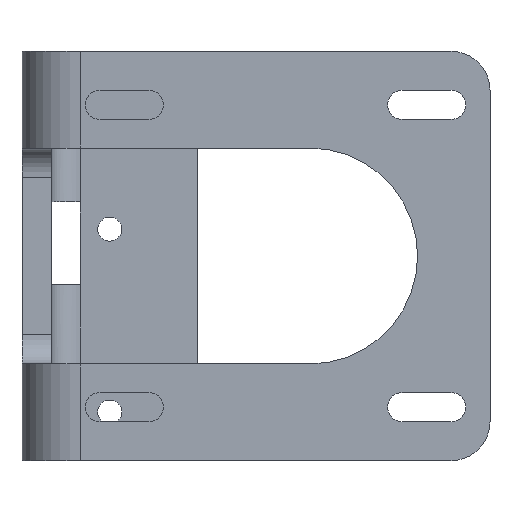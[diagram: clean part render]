
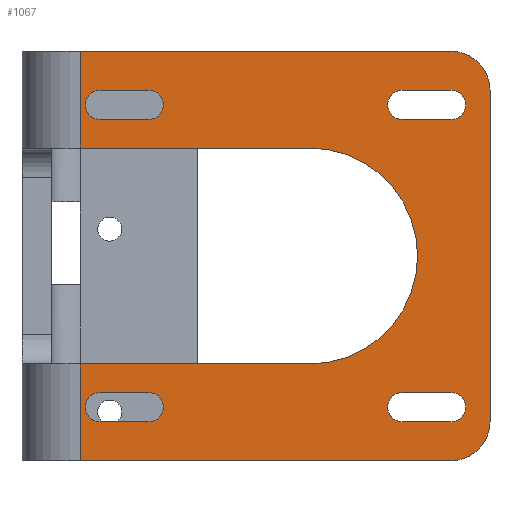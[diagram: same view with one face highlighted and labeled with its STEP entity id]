
A CAD part, front view. The second image highlights one B-rep face of the part: STEP entity #1067.
In plain terms, the highlighted planar face has unit normal (0, -1, 0).
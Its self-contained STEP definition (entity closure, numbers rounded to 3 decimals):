
#33=FACE_BOUND('',#172,.T.);
#34=FACE_BOUND('',#173,.T.);
#35=FACE_BOUND('',#174,.T.);
#36=FACE_BOUND('',#175,.T.);
#59=PLANE('',#1177);
#105=FACE_OUTER_BOUND('',#171,.T.);
#171=EDGE_LOOP('',(#927,#928,#929,#930,#931,#932,#933,#934,#935,#936));
#172=EDGE_LOOP('',(#937,#938,#939,#940));
#173=EDGE_LOOP('',(#941,#942,#943,#944));
#174=EDGE_LOOP('',(#945,#946,#947,#948));
#175=EDGE_LOOP('',(#949,#950,#951,#952));
#204=LINE('',#1561,#298);
#220=LINE('',#1617,#314);
#246=LINE('',#1719,#340);
#251=LINE('',#1730,#345);
#253=LINE('',#1744,#347);
#256=LINE('',#1752,#350);
#259=LINE('',#1760,#353);
#262=LINE('',#1768,#356);
#265=LINE('',#1776,#359);
#268=LINE('',#1784,#362);
#271=LINE('',#1792,#365);
#274=LINE('',#1800,#368);
#276=LINE('',#1808,#370);
#277=LINE('',#1809,#371);
#278=LINE('',#1810,#372);
#298=VECTOR('',#1236,38.);
#314=VECTOR('',#1284,38.);
#340=VECTOR('',#1368,23.5);
#345=VECTOR('',#1381,23.5);
#347=VECTOR('',#1399,5.);
#350=VECTOR('',#1408,5.);
#353=VECTOR('',#1417,5.);
#356=VECTOR('',#1426,5.);
#359=VECTOR('',#1435,5.);
#362=VECTOR('',#1444,5.);
#365=VECTOR('',#1453,5.);
#368=VECTOR('',#1462,5.);
#370=VECTOR('',#1476,34.);
#371=VECTOR('',#1477,9.925);
#372=VECTOR('',#1478,9.925);
#376=CIRCLE('',#1081,4.);
#401=CIRCLE('',#1113,4.);
#422=CIRCLE('',#1152,1.5);
#423=CIRCLE('',#1155,1.5);
#424=CIRCLE('',#1158,1.5);
#425=CIRCLE('',#1161,1.5);
#426=CIRCLE('',#1164,1.5);
#427=CIRCLE('',#1167,1.5);
#428=CIRCLE('',#1170,1.5);
#429=CIRCLE('',#1173,1.5);
#430=CIRCLE('',#1175,11.075);
#433=VERTEX_POINT('',#1504);
#434=VERTEX_POINT('',#1506);
#459=VERTEX_POINT('',#1560);
#482=VERTEX_POINT('',#1614);
#483=VERTEX_POINT('',#1616);
#486=VERTEX_POINT('',#1625);
#513=VERTEX_POINT('',#1716);
#514=VERTEX_POINT('',#1718);
#515=VERTEX_POINT('',#1727);
#516=VERTEX_POINT('',#1729);
#519=VERTEX_POINT('',#1741);
#520=VERTEX_POINT('',#1743);
#521=VERTEX_POINT('',#1747);
#522=VERTEX_POINT('',#1751);
#523=VERTEX_POINT('',#1757);
#524=VERTEX_POINT('',#1759);
#525=VERTEX_POINT('',#1763);
#526=VERTEX_POINT('',#1767);
#527=VERTEX_POINT('',#1773);
#528=VERTEX_POINT('',#1775);
#529=VERTEX_POINT('',#1779);
#530=VERTEX_POINT('',#1783);
#531=VERTEX_POINT('',#1789);
#532=VERTEX_POINT('',#1791);
#533=VERTEX_POINT('',#1795);
#534=VERTEX_POINT('',#1799);
#537=EDGE_CURVE('',#433,#434,#376,.T.);
#564=EDGE_CURVE('',#459,#434,#204,.T.);
#592=EDGE_CURVE('',#483,#482,#220,.T.);
#597=EDGE_CURVE('',#483,#486,#401,.T.);
#640=EDGE_CURVE('',#514,#513,#246,.T.);
#647=EDGE_CURVE('',#516,#515,#251,.T.);
#652=EDGE_CURVE('',#520,#519,#253,.T.);
#654=EDGE_CURVE('',#521,#520,#422,.T.);
#656=EDGE_CURVE('',#522,#521,#256,.T.);
#658=EDGE_CURVE('',#519,#522,#423,.T.);
#660=EDGE_CURVE('',#524,#523,#259,.T.);
#662=EDGE_CURVE('',#525,#524,#424,.T.);
#664=EDGE_CURVE('',#526,#525,#262,.T.);
#666=EDGE_CURVE('',#523,#526,#425,.T.);
#668=EDGE_CURVE('',#528,#527,#265,.T.);
#670=EDGE_CURVE('',#529,#528,#426,.T.);
#672=EDGE_CURVE('',#530,#529,#268,.T.);
#674=EDGE_CURVE('',#527,#530,#427,.T.);
#676=EDGE_CURVE('',#532,#531,#271,.T.);
#678=EDGE_CURVE('',#533,#532,#428,.T.);
#680=EDGE_CURVE('',#534,#533,#274,.T.);
#682=EDGE_CURVE('',#531,#534,#429,.T.);
#683=EDGE_CURVE('',#515,#514,#430,.T.);
#684=EDGE_CURVE('',#433,#486,#276,.T.);
#685=EDGE_CURVE('',#516,#482,#277,.T.);
#686=EDGE_CURVE('',#459,#513,#278,.T.);
#927=ORIENTED_EDGE('',*,*,#537,.F.);
#928=ORIENTED_EDGE('',*,*,#684,.T.);
#929=ORIENTED_EDGE('',*,*,#597,.F.);
#930=ORIENTED_EDGE('',*,*,#592,.T.);
#931=ORIENTED_EDGE('',*,*,#685,.F.);
#932=ORIENTED_EDGE('',*,*,#647,.T.);
#933=ORIENTED_EDGE('',*,*,#683,.T.);
#934=ORIENTED_EDGE('',*,*,#640,.T.);
#935=ORIENTED_EDGE('',*,*,#686,.F.);
#936=ORIENTED_EDGE('',*,*,#564,.T.);
#937=ORIENTED_EDGE('',*,*,#656,.T.);
#938=ORIENTED_EDGE('',*,*,#654,.T.);
#939=ORIENTED_EDGE('',*,*,#652,.T.);
#940=ORIENTED_EDGE('',*,*,#658,.T.);
#941=ORIENTED_EDGE('',*,*,#664,.T.);
#942=ORIENTED_EDGE('',*,*,#662,.T.);
#943=ORIENTED_EDGE('',*,*,#660,.T.);
#944=ORIENTED_EDGE('',*,*,#666,.T.);
#945=ORIENTED_EDGE('',*,*,#672,.T.);
#946=ORIENTED_EDGE('',*,*,#670,.T.);
#947=ORIENTED_EDGE('',*,*,#668,.T.);
#948=ORIENTED_EDGE('',*,*,#674,.T.);
#949=ORIENTED_EDGE('',*,*,#680,.T.);
#950=ORIENTED_EDGE('',*,*,#678,.T.);
#951=ORIENTED_EDGE('',*,*,#676,.T.);
#952=ORIENTED_EDGE('',*,*,#682,.T.);
#1067=ADVANCED_FACE('',(#105,#33,#34,#35,#36),#59,.T.);
#1081=AXIS2_PLACEMENT_3D('',#1507,#1194,#1195);
#1113=AXIS2_PLACEMENT_3D('',#1626,#1293,#1294);
#1152=AXIS2_PLACEMENT_3D('',#1748,#1403,#1404);
#1155=AXIS2_PLACEMENT_3D('',#1755,#1412,#1413);
#1158=AXIS2_PLACEMENT_3D('',#1764,#1421,#1422);
#1161=AXIS2_PLACEMENT_3D('',#1771,#1430,#1431);
#1164=AXIS2_PLACEMENT_3D('',#1780,#1439,#1440);
#1167=AXIS2_PLACEMENT_3D('',#1787,#1448,#1449);
#1170=AXIS2_PLACEMENT_3D('',#1796,#1457,#1458);
#1173=AXIS2_PLACEMENT_3D('',#1803,#1466,#1467);
#1175=AXIS2_PLACEMENT_3D('',#1805,#1470,#1471);
#1177=AXIS2_PLACEMENT_3D('',#1807,#1474,#1475);
#1194=DIRECTION('center_axis',(0.,1.,0.));
#1195=DIRECTION('ref_axis',(0.707,0.,-0.707));
#1236=DIRECTION('',(1.,0.,0.));
#1284=DIRECTION('',(-1.,0.,0.));
#1293=DIRECTION('center_axis',(0.,1.,0.));
#1294=DIRECTION('ref_axis',(0.707,0.,0.707));
#1368=DIRECTION('',(-1.,0.,0.));
#1381=DIRECTION('',(1.,0.,0.));
#1399=DIRECTION('',(-1.,0.,0.));
#1403=DIRECTION('center_axis',(0.,1.,0.));
#1404=DIRECTION('ref_axis',(-1.,0.,0.));
#1408=DIRECTION('',(1.,0.,0.));
#1412=DIRECTION('center_axis',(0.,1.,0.));
#1413=DIRECTION('ref_axis',(-1.,0.,0.));
#1417=DIRECTION('',(-1.,0.,0.));
#1421=DIRECTION('center_axis',(0.,1.,0.));
#1422=DIRECTION('ref_axis',(-1.,0.,0.));
#1426=DIRECTION('',(1.,0.,0.));
#1430=DIRECTION('center_axis',(0.,1.,0.));
#1431=DIRECTION('ref_axis',(-1.,0.,0.));
#1435=DIRECTION('',(-1.,0.,0.));
#1439=DIRECTION('center_axis',(0.,1.,0.));
#1440=DIRECTION('ref_axis',(-1.,0.,0.));
#1444=DIRECTION('',(1.,0.,0.));
#1448=DIRECTION('center_axis',(0.,1.,0.));
#1449=DIRECTION('ref_axis',(-1.,0.,0.));
#1453=DIRECTION('',(-1.,0.,0.));
#1457=DIRECTION('center_axis',(0.,1.,0.));
#1458=DIRECTION('ref_axis',(-1.,0.,0.));
#1462=DIRECTION('',(1.,0.,0.));
#1466=DIRECTION('center_axis',(0.,1.,0.));
#1467=DIRECTION('ref_axis',(-1.,0.,0.));
#1470=DIRECTION('center_axis',(0.,1.,0.));
#1471=DIRECTION('ref_axis',(1.,0.,0.));
#1474=DIRECTION('center_axis',(0.,-1.,0.));
#1475=DIRECTION('ref_axis',(0.,0.,-1.));
#1476=DIRECTION('',(0.,0.,1.));
#1477=DIRECTION('',(0.,0.,1.));
#1478=DIRECTION('',(0.,0.,1.));
#1504=CARTESIAN_POINT('',(31.229,3.497,-17.));
#1506=CARTESIAN_POINT('',(27.229,3.497,-21.));
#1507=CARTESIAN_POINT('Origin',(27.229,3.497,-17.));
#1560=CARTESIAN_POINT('',(-10.771,3.497,-21.));
#1561=CARTESIAN_POINT('',(31.229,3.497,-21.));
#1614=CARTESIAN_POINT('',(-10.771,3.497,21.));
#1616=CARTESIAN_POINT('',(27.229,3.497,21.));
#1617=CARTESIAN_POINT('',(31.229,3.497,21.));
#1625=CARTESIAN_POINT('',(31.229,3.497,17.));
#1626=CARTESIAN_POINT('Origin',(27.229,3.497,17.));
#1716=CARTESIAN_POINT('',(-10.771,3.497,-11.075));
#1718=CARTESIAN_POINT('',(12.729,3.497,-11.075));
#1719=CARTESIAN_POINT('',(0.995,3.497,-11.075));
#1727=CARTESIAN_POINT('',(12.729,3.497,11.075));
#1729=CARTESIAN_POINT('',(-10.771,3.497,11.075));
#1730=CARTESIAN_POINT('',(21.979,3.497,11.075));
#1741=CARTESIAN_POINT('',(22.229,3.497,-17.));
#1743=CARTESIAN_POINT('',(27.229,3.497,-17.));
#1744=CARTESIAN_POINT('',(26.729,3.497,-17.));
#1747=CARTESIAN_POINT('',(27.229,3.497,-14.));
#1748=CARTESIAN_POINT('Origin',(27.229,3.497,-15.5));
#1751=CARTESIAN_POINT('',(22.229,3.497,-14.));
#1752=CARTESIAN_POINT('',(29.229,3.497,-14.));
#1755=CARTESIAN_POINT('Origin',(22.229,3.497,-15.5));
#1757=CARTESIAN_POINT('',(-8.771,3.497,14.));
#1759=CARTESIAN_POINT('',(-3.771,3.497,14.));
#1760=CARTESIAN_POINT('',(11.229,3.497,14.));
#1763=CARTESIAN_POINT('',(-3.771,3.497,17.));
#1764=CARTESIAN_POINT('Origin',(-3.771,3.497,15.5));
#1767=CARTESIAN_POINT('',(-8.771,3.497,17.));
#1768=CARTESIAN_POINT('',(13.729,3.497,17.));
#1771=CARTESIAN_POINT('Origin',(-8.771,3.497,15.5));
#1773=CARTESIAN_POINT('',(22.229,3.497,14.));
#1775=CARTESIAN_POINT('',(27.229,3.497,14.));
#1776=CARTESIAN_POINT('',(26.729,3.497,14.));
#1779=CARTESIAN_POINT('',(27.229,3.497,17.));
#1780=CARTESIAN_POINT('Origin',(27.229,3.497,15.5));
#1783=CARTESIAN_POINT('',(22.229,3.497,17.));
#1784=CARTESIAN_POINT('',(29.229,3.497,17.));
#1787=CARTESIAN_POINT('Origin',(22.229,3.497,15.5));
#1789=CARTESIAN_POINT('',(-8.771,3.497,-17.));
#1791=CARTESIAN_POINT('',(-3.771,3.497,-17.));
#1792=CARTESIAN_POINT('',(11.229,3.497,-17.));
#1795=CARTESIAN_POINT('',(-3.771,3.497,-14.));
#1796=CARTESIAN_POINT('Origin',(-3.771,3.497,-15.5));
#1799=CARTESIAN_POINT('',(-8.771,3.497,-14.));
#1800=CARTESIAN_POINT('',(13.729,3.497,-14.));
#1803=CARTESIAN_POINT('Origin',(-8.771,3.497,-15.5));
#1805=CARTESIAN_POINT('Origin',(12.729,3.497,0.));
#1807=CARTESIAN_POINT('Origin',(31.229,3.497,0.));
#1808=CARTESIAN_POINT('',(31.229,3.497,0.));
#1809=CARTESIAN_POINT('',(-10.771,3.497,0.));
#1810=CARTESIAN_POINT('',(-10.771,3.497,0.));
